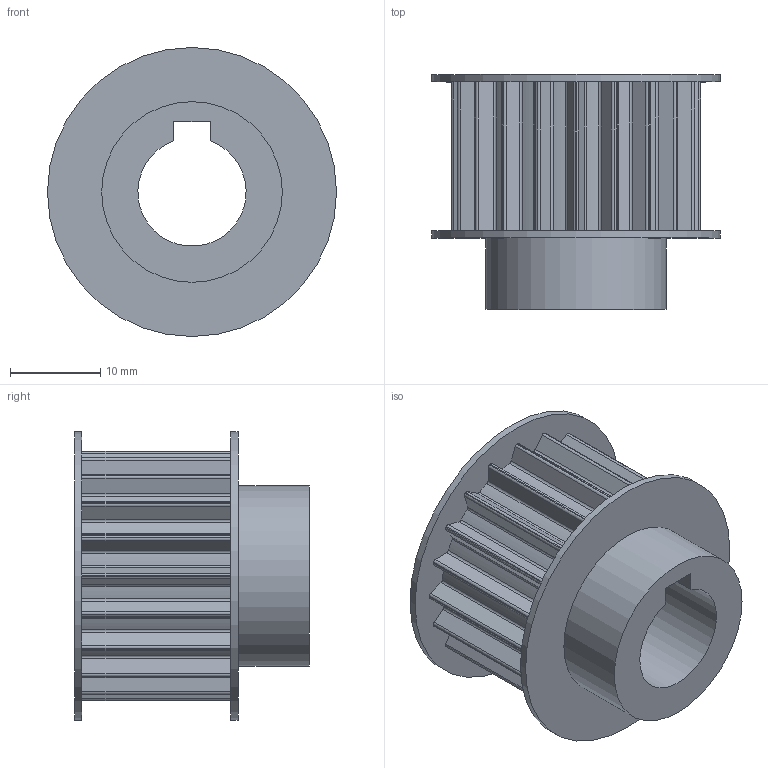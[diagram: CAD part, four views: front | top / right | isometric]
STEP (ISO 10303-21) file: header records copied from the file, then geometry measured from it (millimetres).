
FILE_DESCRIPTION((''),'2;1');
FILE_NAME('904505.ipt.stp','2010-09-05T12:30:13',(''),(''),'Autodesk Inventor 2010','Autodesk Inventor 2010','');
FILE_SCHEMA(('AUTOMOTIVE_DESIGN { 1 0 10303 214 1 1 1 1 }'));
Length unit declared in the file: millimetre
Products named in the file (1): 904505
Bounding box: 32 x 26 x 32 mm (x, y, z)
Volume: 8673.9 mm3; surface area: 6745.7 mm2
Topology: 3 solids, 3 shells, 178 faces, 510 edges, 340 vertices
Faces by surface type: cylinder 107, plane 71
Full cylindrical faces by diameter (mm): 20 x4, 32 x2
Entity records: 6107 total; most frequent: DIRECTION 1076, CARTESIAN_POINT 1023, ORIENTED_EDGE 1008, EDGE_CURVE 504, AXIS2_PLACEMENT_3D 393, VERTEX_POINT 340, VECTOR 290, LINE 290
